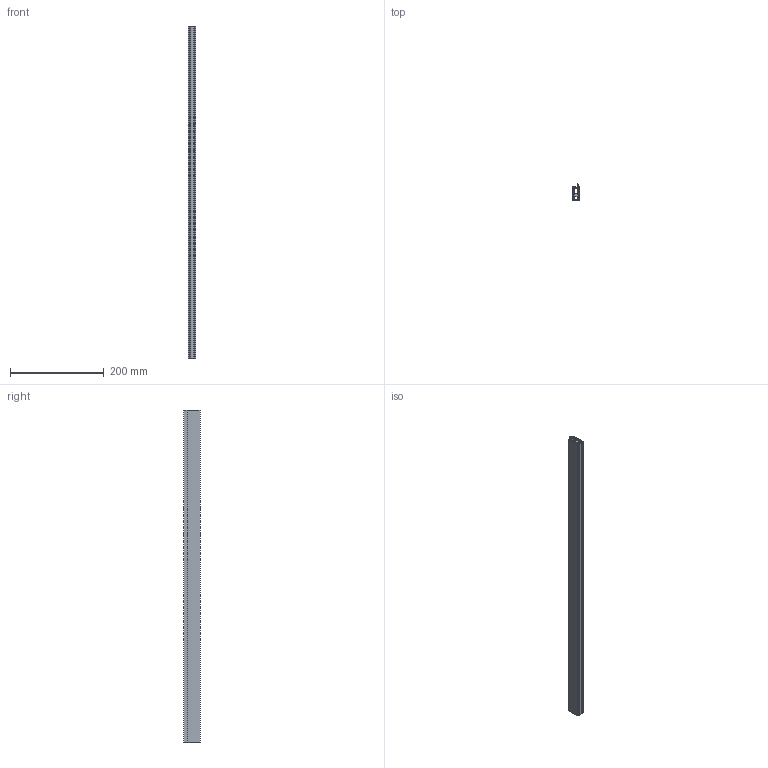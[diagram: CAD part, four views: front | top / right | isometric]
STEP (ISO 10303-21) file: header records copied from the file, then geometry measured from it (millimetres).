
FILE_DESCRIPTION (( 'STEP AP203' ), '1' );
FILE_NAME ('KG D10 709.STEP', '2025-03-07T16:14:50', ( '' ), ( '' ), 'SwSTEP 2.0', 'SolidWorks 2023', '' );
FILE_SCHEMA (( 'CONFIG_CONTROL_DESIGN' ));
Length unit declared in the file: millimetre
Products named in the file (4): Innengeometrie_13; Schutzprofil_KG D10_709; Aussengehäuse_13; KG D10 709
Assembly tree (3 placements, depth 2):
  KG D10 709
    Schutzprofil_KG D10_709
    Aussengehäuse_13
    Innengeometrie_13
Bounding box: 16.5 x 35 x 709 mm (x, y, z)
Volume: 208038.4 mm3; surface area: 301524.6 mm2
Topology: 20 solids, 20 shells, 657 faces, 1851 edges, 1234 vertices
Faces by surface type: plane 337, bspline 288, cylinder 32
Entity records: 35191 total; most frequent: CARTESIAN_POINT 19586, ORIENTED_EDGE 3702, DIRECTION 2089, EDGE_CURVE 1851, VERTEX_POINT 1234, VECTOR 1211, LINE 1211, EDGE_LOOP 737
